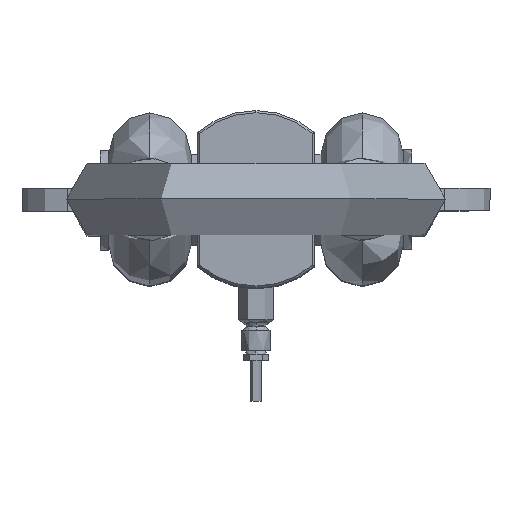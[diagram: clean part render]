
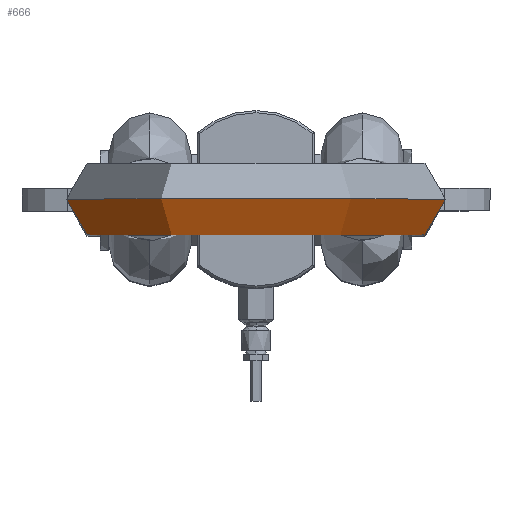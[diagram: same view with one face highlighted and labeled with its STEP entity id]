
A CAD part, top view. The second image highlights one B-rep face of the part: STEP entity #666.
In plain terms, the highlighted toroidal (fillet/blend) face has major radius 68.5 mm and minor radius 19 mm.
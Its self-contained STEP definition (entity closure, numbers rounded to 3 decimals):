
#666=ADVANCED_FACE('',(#1330),#1331,.T.);
#1330=FACE_OUTER_BOUND('',#2163,.T.);
#1331=TOROIDAL_SURFACE('',#2164,68.5,19.0);
#2163=EDGE_LOOP('',(#3863,#3864,#3865,#3866));
#2164=AXIS2_PLACEMENT_3D('',#3867,#3868,#3869);
#3863=ORIENTED_EDGE('',*,*,#4319,.F.);
#3864=ORIENTED_EDGE('',*,*,#4894,.T.);
#3865=ORIENTED_EDGE('',*,*,#4321,.F.);
#3866=ORIENTED_EDGE('',*,*,#4877,.T.);
#3867=CARTESIAN_POINT('',(0.,0.,-320.5));
#3868=DIRECTION('',(1.0,0.,0.));
#3869=DIRECTION('',(0.,1.0,0.));
#4319=EDGE_CURVE('',#5144,#5145,#5146,.T.);
#4321=EDGE_CURVE('',#5147,#5149,#5150,.T.);
#4877=EDGE_CURVE('',#5147,#5145,#5937,.T.);
#4894=EDGE_CURVE('',#5144,#5149,#5954,.T.);
#5144=VERTEX_POINT('',#6298);
#5145=VERTEX_POINT('',#6299);
#5146=CIRCLE('',#6300,87.5);
#5147=VERTEX_POINT('',#6301);
#5149=VERTEX_POINT('',#6303);
#5150=CIRCLE('',#6304,49.5);
#5937=CIRCLE('',#7823,19.0);
#5954=CIRCLE('',#7872,19.0);
#6298=CARTESIAN_POINT('',(0.,-87.5,-320.5));
#6299=CARTESIAN_POINT('',(0.,87.5,-320.5));
#6300=AXIS2_PLACEMENT_3D('',#8166,#8167,#8168);
#6301=CARTESIAN_POINT('',(0.,49.5,-320.5));
#6303=CARTESIAN_POINT('',(0.,-49.5,-320.5));
#6304=AXIS2_PLACEMENT_3D('',#8172,#8173,#8174);
#7823=AXIS2_PLACEMENT_3D('',#8997,#8998,#8999);
#7872=AXIS2_PLACEMENT_3D('',#9021,#9022,#9023);
#8166=CARTESIAN_POINT('',(0.,0.,-320.5));
#8167=DIRECTION('',(1.0,0.,0.));
#8168=DIRECTION('',(0.,0.0,-1.0));
#8172=CARTESIAN_POINT('',(0.,0.,-320.5));
#8173=DIRECTION('',(-1.0,0.,0.));
#8174=DIRECTION('',(0.,0.0,-1.0));
#8997=CARTESIAN_POINT('',(0.,68.5,-320.5));
#8998=DIRECTION('',(0.,0.,-1.0));
#8999=DIRECTION('',(0.,1.0,0.));
#9021=CARTESIAN_POINT('',(0.,-68.5,-320.5));
#9022=DIRECTION('',(0.,0.,-1.0));
#9023=DIRECTION('',(0.,-1.0,0.));
